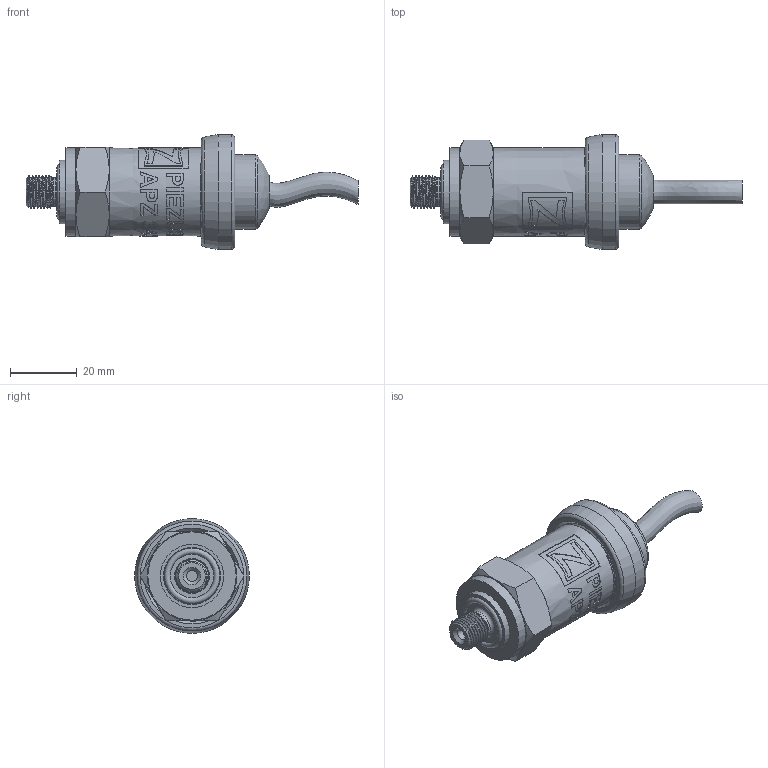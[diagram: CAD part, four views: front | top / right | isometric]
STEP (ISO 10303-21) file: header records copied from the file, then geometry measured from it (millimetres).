
FILE_DESCRIPTION(/* description */ (''),/* implementation_level */ '2;1');
FILE_NAME(/* name */ 'APZ3420_M10x1DIN_StainlessSteelCableGland.step',/* time_stamp */ '2021-06-18T15:37:49+03:00',/* author */ (''),/* organization */ (''),/* preprocessor_version */ 'ST-DEVELOPER v18.1',/* originating_system */ 'Autodesk Translation Framework v10.9.0.1377',/* authorisation */ '');
FILE_SCHEMA (('AUTOMOTIVE_DESIGN { 1 0 10303 214 3 1 1 }'));
Length unit declared in the file: millimetre
Products named in the file (6): APZ3420_; M10x1 DIN; Stainless steel cable gland assembly; Stainless steel cable gland; Stainless steel cable gland nut; wire
Assembly tree (5 placements, depth 3):
  APZ3420_
    M10x1 DIN
    Stainless steel cable gland assembly
      Stainless steel cable gland
      Stainless steel cable gland nut
      wire
Bounding box: 99.73 x 34.5 x 34.5 mm (x, y, z)
Volume: 37007 mm3; surface area: 12936.6 mm2
Topology: 5 solids, 5 shells, 388 faces, 1027 edges, 678 vertices
Faces by surface type: bspline 237, cone 52, cylinder 46, plane 39, torus 13, sphere 1
Full cylindrical faces by diameter (mm): 3.3 x1, 7.2 x1, 8.5 x1, 8.744 x4, 9.884 x3, 13 x1, 13.5 x1, 16.7 x1, 19 x1, 21.4 x1, 22.3 x2, 22.4 x1, 24.5 x1, 25.132 x4, 25.526 x2, 27.208 x3, 27.7 x1, 34.5 x1
Entity records: 20156 total; most frequent: CARTESIAN_POINT 12123, ORIENTED_EDGE 2054, EDGE_CURVE 1027, DIRECTION 872, VERTEX_POINT 678, B_SPLINE_CURVE_WITH_KNOTS 570, EDGE_LOOP 423, FACE_OUTER_BOUND 388
